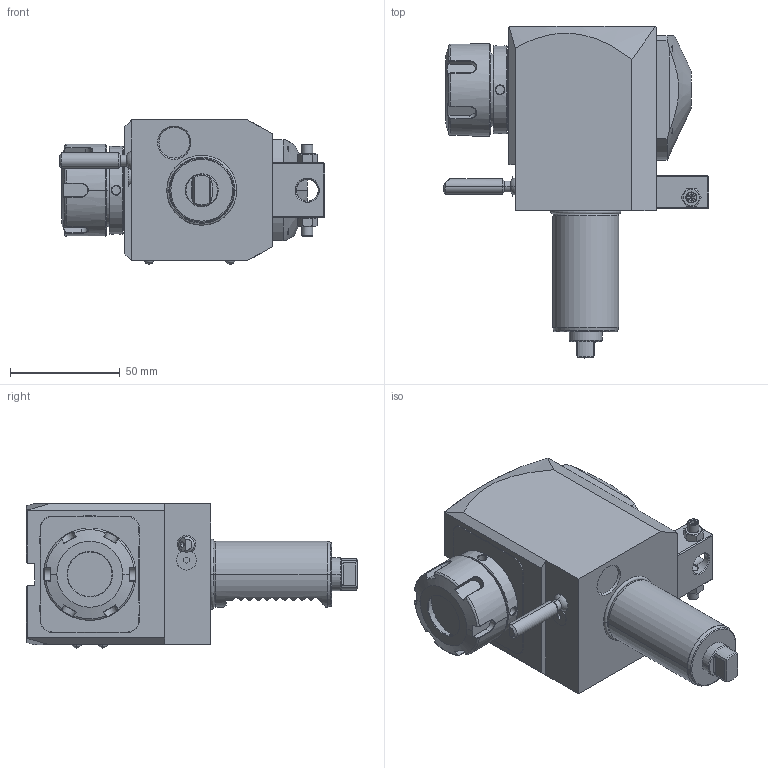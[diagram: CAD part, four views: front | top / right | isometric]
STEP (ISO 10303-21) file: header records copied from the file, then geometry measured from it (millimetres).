
FILE_DESCRIPTION((''),'2;1');
FILE_NAME('NGT1_30_221_25_1_2_55D','2019-04-19T',('vali'),('NOVA GRUP'),'PRO/ENGINEER BY PARAMETRIC TECHNOLOGY CORPORATION, 2010280','PRO/ENGINEER BY PARAMETRIC TECHNOLOGY CORPORATION, 2010280','');
FILE_SCHEMA(('CONFIG_CONTROL_DESIGN'));
Length unit declared in the file: millimetre
Products named in the file (1): NGT1_30_221_25_1_2_55D
Bounding box: 120.88 x 151 x 65.6 mm (x, y, z)
Volume: 454025.3 mm3; surface area: 47070.3 mm2
Topology: 1 solids, 1 shells, 432 faces, 1069 edges, 654 vertices
Faces by surface type: plane 194, cylinder 92, cone 70, bspline 56, torus 14, sphere 6
Entity records: 18287 total; most frequent: CARTESIAN_POINT 8726, ORIENTED_EDGE 2106, DIRECTION 1726, EDGE_CURVE 1053, VERTEX_POINT 654, AXIS2_PLACEMENT_3D 601, VECTOR 524, LINE 524
